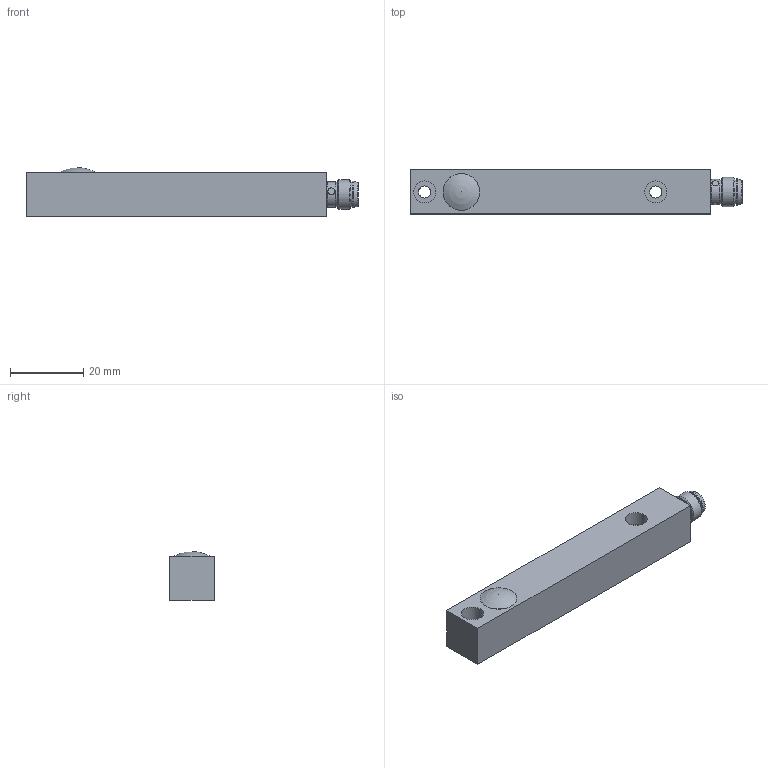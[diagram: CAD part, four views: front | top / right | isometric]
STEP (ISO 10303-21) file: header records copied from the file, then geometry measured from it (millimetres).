
FILE_DESCRIPTION((''),'2;1');
FILE_NAME('OSPQ-OEPQ12-TSSL.stp','2012-02-16T08:05:13',('lck'),(''),'Autodesk Inventor 2012','Autodesk Inventor 2012','');
FILE_SCHEMA(('AUTOMOTIVE_DESIGN { 1 0 10303 214 1 1 1 1 }'));
Length unit declared in the file: millimetre
Products named in the file (1): Norm
Bounding box: 90.5 x 12 x 13.33 mm (x, y, z)
Volume: 11443.1 mm3; surface area: 5504.8 mm2
Topology: 1 solids, 5 shells, 95 faces, 186 edges, 113 vertices
Faces by surface type: cylinder 47, plane 32, cone 8, sphere 5, bspline 2, torus 1
Full cylindrical faces by diameter (mm): 0.8 x1, 1 x4, 2 x2, 3.3 x2, 5.7 x1, 5.8 x2, 6 x2, 6.4 x1, 6.6 x2, 6.9 x1, 7.2 x1, 8 x2, 10 x1
Entity records: 2591 total; most frequent: CARTESIAN_POINT 696, DIRECTION 374, ORIENTED_EDGE 282, AXIS2_PLACEMENT_3D 179, EDGE_LOOP 148, EDGE_CURVE 141, VERTEX_POINT 103, STYLED_ITEM 96
